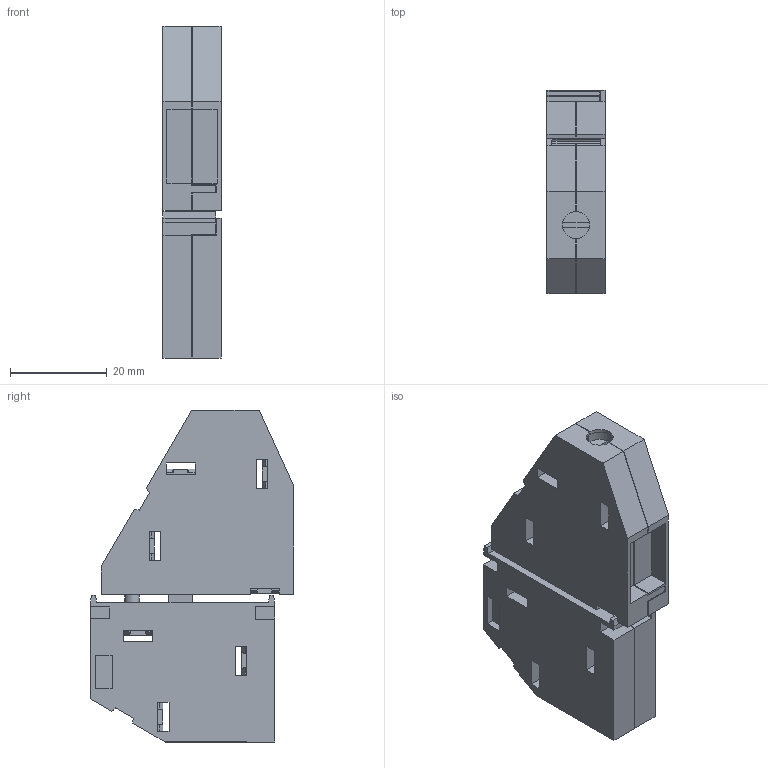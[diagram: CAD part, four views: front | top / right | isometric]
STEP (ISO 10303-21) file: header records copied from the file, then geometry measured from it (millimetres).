
FILE_DESCRIPTION(('CATIA V5 STEP Exchange','CAx-IF Rec.Pracs.--- Model Styling and Organization---1.2---2011-12-15'),'2;1');
FILE_NAME ('D1462161_0', '2017-07-20T12:38:56+00:00', ('none'), ('Weidmueller'), 'CATIA Version 5-6 Release 2014', 'CATIA V5 STEP AP214', 'none');
FILE_SCHEMA(('AUTOMOTIVE_DESIGN { 1 0 10303 214 1 1 1 1 }'));
Length unit declared in the file: millimetre
Products named in the file (1): 2440740000
Bounding box: 12 x 42 x 68.6 mm (x, y, z)
Volume: 23242.2 mm3; surface area: 12155.9 mm2
Topology: 4 solids, 4 shells, 534 faces, 1514 edges, 1018 vertices
Faces by surface type: plane 508, cylinder 26
Entity records: 16637 total; most frequent: ORIENTED_EDGE 3028, CARTESIAN_POINT 2922, DIRECTION 2193, EDGE_CURVE 1514, VECTOR 1454, LINE 1454, VERTEX_POINT 1018, EDGE_LOOP 576
